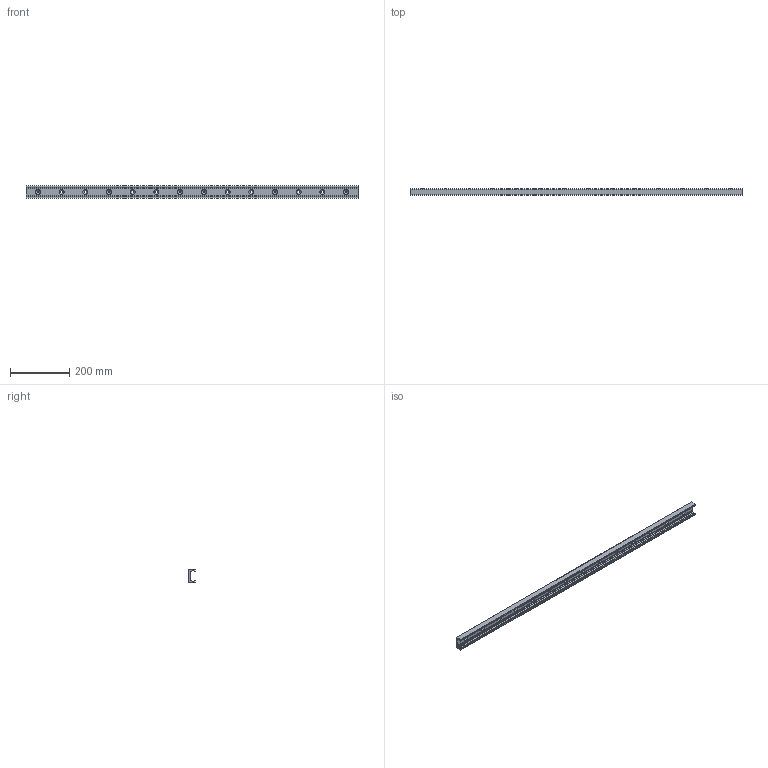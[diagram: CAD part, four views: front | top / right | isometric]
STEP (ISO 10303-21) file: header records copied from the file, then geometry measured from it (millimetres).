
FILE_DESCRIPTION((''),'2;1');
FILE_NAME('LCX 43-1120.V.stp','2016-04-28T14:37:18',('MRathmann'),(''),'Autodesk Inventor 2012','Autodesk Inventor 2012','');
FILE_SCHEMA(('CONFIG_CONTROL_DESIGN'));
Length unit declared in the file: millimetre
Products named in the file (1): LCX 43-1120.V
Bounding box: 1120 x 21 x 43 mm (x, y, z)
Volume: 382791.7 mm3; surface area: 178643.4 mm2
Topology: 1 solids, 1 shells, 56 faces, 148 edges, 94 vertices
Faces by surface type: cylinder 27, plane 15, cone 14
Full cylindrical faces by diameter (mm): 8.5 x14
Entity records: 1690 total; most frequent: DIRECTION 302, CARTESIAN_POINT 271, ORIENTED_EDGE 240, AXIS2_PLACEMENT_3D 125, EDGE_CURVE 120, EDGE_LOOP 112, VERTEX_POINT 94, CIRCLE 68
